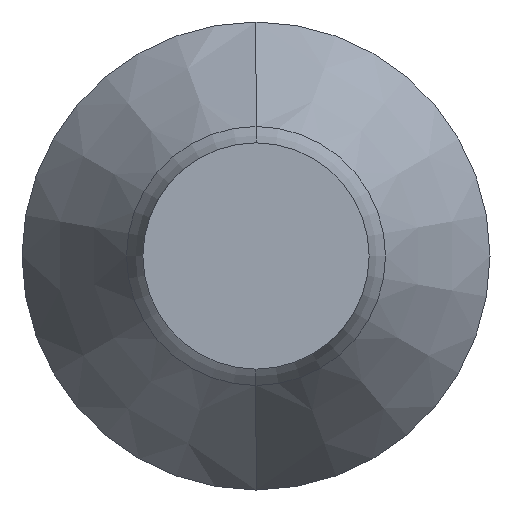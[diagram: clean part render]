
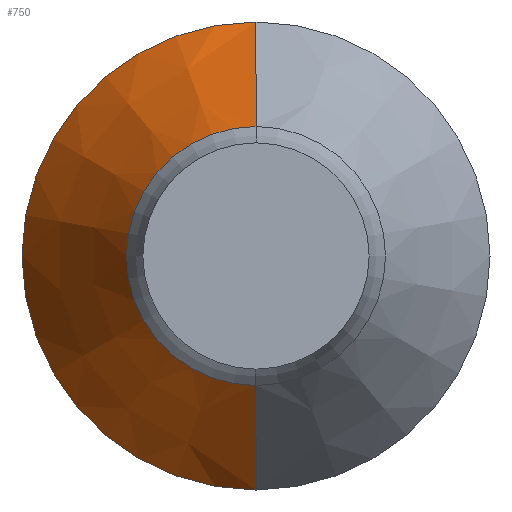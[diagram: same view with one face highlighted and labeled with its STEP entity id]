
A CAD part, left-side view. The second image highlights one B-rep face of the part: STEP entity #750.
In plain terms, the highlighted conical face has half-angle 30.106 degrees and reference radius 15 mm.
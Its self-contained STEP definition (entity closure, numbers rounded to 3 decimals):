
#17 = VERTEX_POINT ( 'NONE', #739 ) ;
#39 = AXIS2_PLACEMENT_3D ( 'NONE', #450, #1057, #753 ) ;
#65 = VECTOR ( 'NONE', #681, 1000. ) ;
#75 = CARTESIAN_POINT ( 'NONE',  ( 65.45, 0., 15. ) ) ;
#76 = CIRCLE ( 'NONE', #646, 15. ) ;
#87 = LINE ( 'NONE', #801, #65 ) ;
#174 = CIRCLE ( 'NONE', #39, 8.299 ) ;
#223 = ORIENTED_EDGE ( 'NONE', *, *, #876, .F. ) ;
#247 = AXIS2_PLACEMENT_3D ( 'NONE', #318, #901, #1228 ) ;
#284 = EDGE_LOOP ( 'NONE', ( #223, #1168, #822, #991 ) ) ;
#318 = CARTESIAN_POINT ( 'NONE',  ( 65.45, 0., 0. ) ) ;
#430 = LINE ( 'NONE', #972, #502 ) ;
#450 = CARTESIAN_POINT ( 'NONE',  ( 53.893, 0., 0. ) ) ;
#462 = CONICAL_SURFACE ( 'NONE', #247, 15., 0.525 ) ;
#485 = FACE_OUTER_BOUND ( 'NONE', #284, .T. ) ;
#502 = VECTOR ( 'NONE', #939, 1000. ) ;
#583 = CARTESIAN_POINT ( 'NONE',  ( 53.893, 0., -8.299 ) ) ;
#646 = AXIS2_PLACEMENT_3D ( 'NONE', #1165, #1101, #871 ) ;
#681 = DIRECTION ( 'NONE',  ( 0.865, 0., 0.502 ) ) ;
#694 = CARTESIAN_POINT ( 'NONE',  ( 65.45, 0., -15. ) ) ;
#739 = CARTESIAN_POINT ( 'NONE',  ( 53.893, 0., 8.299 ) ) ;
#750 = ADVANCED_FACE ( 'NONE', ( #485 ), #462, .T. ) ;
#753 = DIRECTION ( 'NONE',  ( 0., 0., 1. ) ) ;
#769 = EDGE_CURVE ( 'NONE', #1136, #1072, #430, .T. ) ;
#801 = CARTESIAN_POINT ( 'NONE',  ( 65.45, 0., 15. ) ) ;
#822 = ORIENTED_EDGE ( 'NONE', *, *, #942, .T. ) ;
#871 = DIRECTION ( 'NONE',  ( 0., 0., 1. ) ) ;
#876 = EDGE_CURVE ( 'NONE', #17, #1136, #174, .T. ) ;
#901 = DIRECTION ( 'NONE',  ( 1., 0., 0. ) ) ;
#939 = DIRECTION ( 'NONE',  ( 0.865, 0., -0.502 ) ) ;
#942 = EDGE_CURVE ( 'NONE', #1218, #1072, #76, .T. ) ;
#952 = EDGE_CURVE ( 'NONE', #17, #1218, #87, .T. ) ;
#972 = CARTESIAN_POINT ( 'NONE',  ( 65.45, 0., -15. ) ) ;
#991 = ORIENTED_EDGE ( 'NONE', *, *, #769, .F. ) ;
#1057 = DIRECTION ( 'NONE',  ( -1., 0., 0. ) ) ;
#1072 = VERTEX_POINT ( 'NONE', #694 ) ;
#1101 = DIRECTION ( 'NONE',  ( -1., 0., 0. ) ) ;
#1136 = VERTEX_POINT ( 'NONE', #583 ) ;
#1165 = CARTESIAN_POINT ( 'NONE',  ( 65.45, 0., 0. ) ) ;
#1168 = ORIENTED_EDGE ( 'NONE', *, *, #952, .T. ) ;
#1218 = VERTEX_POINT ( 'NONE', #75 ) ;
#1228 = DIRECTION ( 'NONE',  ( 0., 0., -1. ) ) ;
